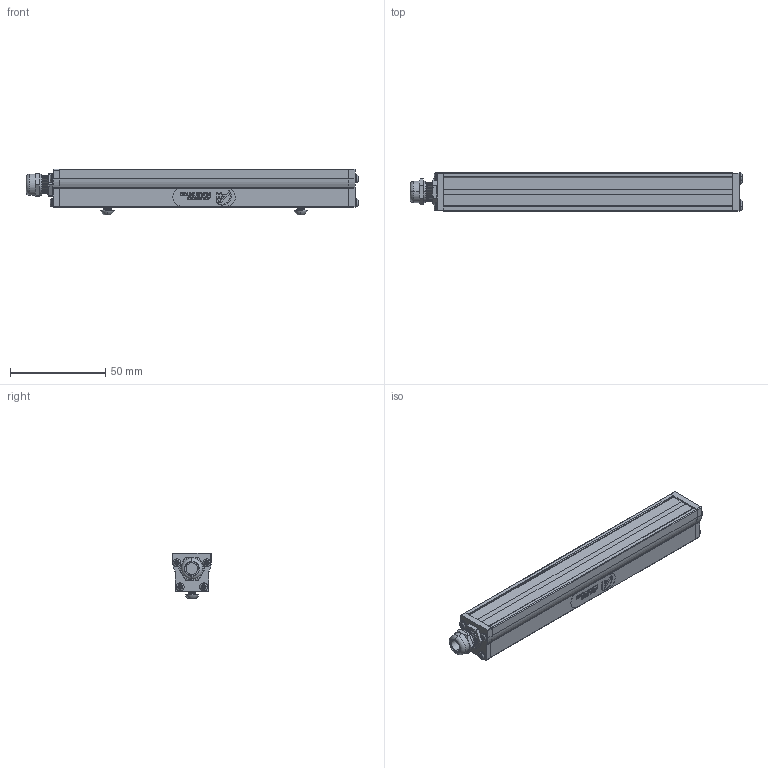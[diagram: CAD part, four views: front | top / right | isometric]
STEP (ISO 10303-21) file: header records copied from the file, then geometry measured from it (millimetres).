
FILE_DESCRIPTION (( 'STEP AP214' ), '1' );
FILE_NAME ('LL232_LL232-150.stp', '2021-05-10T18:30:47', ( '' ), ( '' ), 'SwSTEP 2.0', 'SolidWorks 2018', '' );
FILE_SCHEMA (( 'AUTOMOTIVE_DESIGN' ));
Length unit declared in the file: inch
Products named in the file (15): 10mm Label (116 126)_Default<As Machined>; 095519-XXX_095519-150; 090876; 095561-XXX_095561-150; 10mm Advanced illumination; BH-M4x6; 091052 (116 126); 093469_093469; LL232_LL232-150; 090875; HN-M4_90592A016; 10mm Swish_Default<As Machined>; 10mm Ai; 091064_Model_Dome Fittings_Thread Type and Size(Dome)_M10 x 1.5_Hazardous Location-Explosive Proof(ATEX and EExe Versions)_No_; 093474_093474
Assembly tree (25 placements, depth 3):
  LL232_LL232-150
    095561-XXX_095561-150
    093469_093469  x2
    090875
    091064_Model_Dome Fittings_Thread Type and Size(Dome)_M10 x 1.5_Hazardous Location-Explosive Proof(ATEX and EExe Versions)_No_
    093474_093474  x8
    095519-XXX_095519-150
    090876
    HN-M4_90592A016  x2
    BH-M4x6  x2
    091052 (116 126)  x2
      10mm Label (116 126)_Default<As Machined>
      10mm Ai
      10mm Swish_Default<As Machined>
      10mm Advanced illumination
Bounding box: 174.55 x 20.11 x 24.11 mm (x, y, z)
Volume: 26172.8 mm3; surface area: 37563.2 mm2
Topology: 77 solids, 77 shells, 2153 faces, 5490 edges, 3442 vertices
Faces by surface type: cylinder 948, plane 577, cone 362, bspline 206, torus 60
Entity records: 30596 total; most frequent: CARTESIAN_POINT 10507, ORIENTED_EDGE 4124, DIRECTION 3626, EDGE_CURVE 2062, VERTEX_POINT 1314, AXIS2_PLACEMENT_3D 1287, VECTOR 1052, LINE 1052
